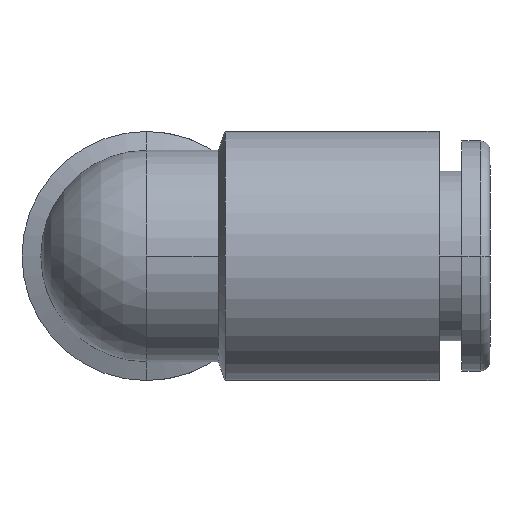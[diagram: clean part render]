
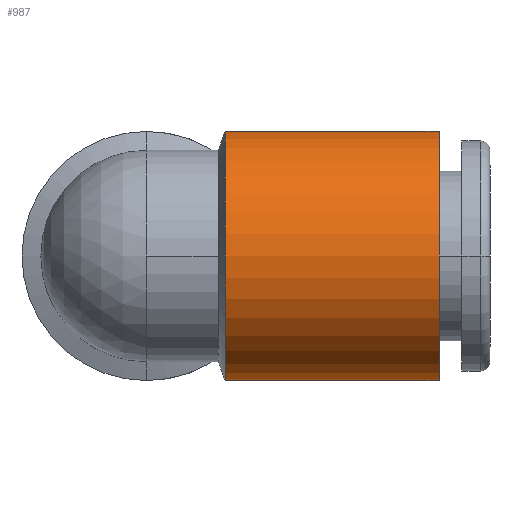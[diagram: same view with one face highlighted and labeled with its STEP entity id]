
A CAD part, left-side view. The second image highlights one B-rep face of the part: STEP entity #987.
In plain terms, the highlighted cylindrical face has radius 6.6 mm (diameter 13.2 mm), a partial arc.
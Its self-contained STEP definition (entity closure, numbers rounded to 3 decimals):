
#4 = VERTEX_POINT ( 'NONE', #571 ) ;
#6 = FACE_OUTER_BOUND ( 'NONE', #692, .T. ) ;
#87 = CARTESIAN_POINT ( 'NONE',  ( 0., -15.5, -6.6 ) ) ;
#89 = DIRECTION ( 'NONE',  ( 0., -1., 0. ) ) ;
#97 = AXIS2_PLACEMENT_3D ( 'NONE', #1209, #1193, #546 ) ;
#165 = CARTESIAN_POINT ( 'NONE',  ( 0., -15.5, 0. ) ) ;
#179 = LINE ( 'NONE', #1451, #1479 ) ;
#189 = DIRECTION ( 'NONE',  ( 0., -1., 0. ) ) ;
#199 = DIRECTION ( 'NONE',  ( 0., 0., 1. ) ) ;
#239 = DIRECTION ( 'NONE',  ( 0., 1., 0. ) ) ;
#268 = AXIS2_PLACEMENT_3D ( 'NONE', #165, #189, #199 ) ;
#326 = CARTESIAN_POINT ( 'NONE',  ( 0., -4.164, 0. ) ) ;
#529 = CIRCLE ( 'NONE', #268, 6.6 ) ;
#546 = DIRECTION ( 'NONE',  ( 0., 0., 1. ) ) ;
#559 = ORIENTED_EDGE ( 'NONE', *, *, #1129, .F. ) ;
#560 = ORIENTED_EDGE ( 'NONE', *, *, #1349, .F. ) ;
#562 = VERTEX_POINT ( 'NONE', #1590 ) ;
#571 = CARTESIAN_POINT ( 'NONE',  ( 0., -4.164, -6.6 ) ) ;
#574 = ORIENTED_EDGE ( 'NONE', *, *, #1292, .T. ) ;
#648 = ORIENTED_EDGE ( 'NONE', *, *, #703, .T. ) ;
#692 = EDGE_LOOP ( 'NONE', ( #559, #560, #648, #574 ) ) ;
#703 = EDGE_CURVE ( 'NONE', #562, #724, #179, .T. ) ;
#724 = VERTEX_POINT ( 'NONE', #1228 ) ;
#752 = AXIS2_PLACEMENT_3D ( 'NONE', #326, #89, #1055 ) ;
#987 = ADVANCED_FACE ( 'NONE', ( #6 ), #1284, .T. ) ;
#1055 = DIRECTION ( 'NONE',  ( 0., 0., 1. ) ) ;
#1065 = VERTEX_POINT ( 'NONE', #87 ) ;
#1129 = EDGE_CURVE ( 'NONE', #1065, #4, #1379, .T. ) ;
#1160 = CARTESIAN_POINT ( 'NONE',  ( 0., -34.168, -6.6 ) ) ;
#1193 = DIRECTION ( 'NONE',  ( 0., 1., 0. ) ) ;
#1209 = CARTESIAN_POINT ( 'NONE',  ( 0., -34.168, 0. ) ) ;
#1228 = CARTESIAN_POINT ( 'NONE',  ( 0., -4.164, 6.6 ) ) ;
#1284 = CYLINDRICAL_SURFACE ( 'NONE', #97, 6.6 ) ;
#1292 = EDGE_CURVE ( 'NONE', #724, #4, #1638, .T. ) ;
#1314 = DIRECTION ( 'NONE',  ( 0., 1., 0. ) ) ;
#1349 = EDGE_CURVE ( 'NONE', #562, #1065, #529, .T. ) ;
#1379 = LINE ( 'NONE', #1160, #1656 ) ;
#1451 = CARTESIAN_POINT ( 'NONE',  ( 0., -34.168, 6.6 ) ) ;
#1479 = VECTOR ( 'NONE', #1314, 1000. ) ;
#1590 = CARTESIAN_POINT ( 'NONE',  ( 0., -15.5, 6.6 ) ) ;
#1638 = CIRCLE ( 'NONE', #752, 6.6 ) ;
#1656 = VECTOR ( 'NONE', #239, 1000. ) ;
